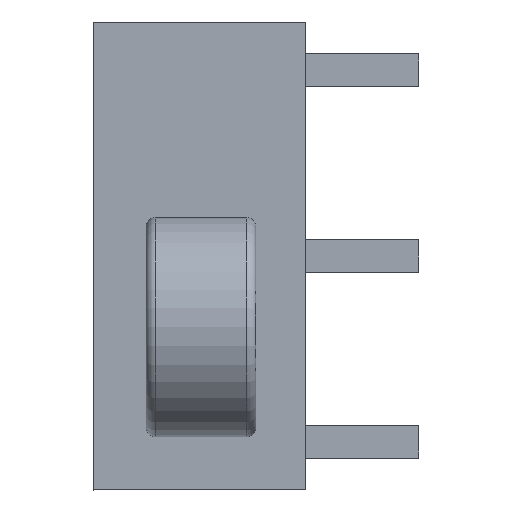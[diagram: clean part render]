
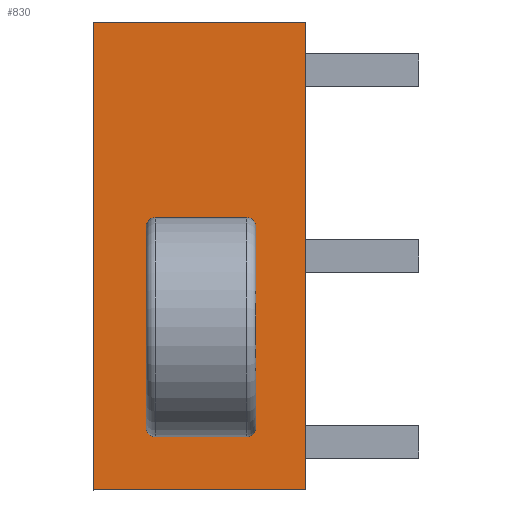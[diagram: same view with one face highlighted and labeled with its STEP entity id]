
A CAD part, left-side view. The second image highlights one B-rep face of the part: STEP entity #830.
In plain terms, the highlighted face is planar.
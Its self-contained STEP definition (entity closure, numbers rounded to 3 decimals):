
#40=FACE_BOUND('',#133,.T.);
#79=FACE_OUTER_BOUND('',#132,.T.);
#132=EDGE_LOOP('',(#696,#697,#698,#699));
#133=EDGE_LOOP('',(#700,#701,#702,#703));
#217=LINE('',#1291,#303);
#221=LINE('',#1305,#307);
#241=LINE('',#1357,#327);
#245=LINE('',#1369,#331);
#254=LINE('',#1394,#340);
#255=LINE('',#1396,#341);
#256=LINE('',#1398,#342);
#257=LINE('',#1399,#343);
#303=VECTOR('',#1030,1000.);
#307=VECTOR('',#1042,1000.);
#327=VECTOR('',#1088,1000.);
#331=VECTOR('',#1100,1000.);
#340=VECTOR('',#1127,1000.);
#341=VECTOR('',#1128,1000.);
#342=VECTOR('',#1129,1000.);
#343=VECTOR('',#1130,1000.);
#382=VERTEX_POINT('',#1287);
#383=VERTEX_POINT('',#1289);
#389=VERTEX_POINT('',#1303);
#408=VERTEX_POINT('',#1355);
#418=VERTEX_POINT('',#1392);
#419=VERTEX_POINT('',#1393);
#420=VERTEX_POINT('',#1395);
#421=VERTEX_POINT('',#1397);
#469=EDGE_CURVE('',#383,#382,#217,.T.);
#476=EDGE_CURVE('',#383,#389,#221,.T.);
#502=EDGE_CURVE('',#382,#408,#241,.T.);
#508=EDGE_CURVE('',#389,#408,#245,.T.);
#520=EDGE_CURVE('',#418,#419,#254,.T.);
#521=EDGE_CURVE('',#418,#420,#255,.T.);
#522=EDGE_CURVE('',#420,#421,#256,.T.);
#523=EDGE_CURVE('',#419,#421,#257,.T.);
#696=ORIENTED_EDGE('',*,*,#508,.T.);
#697=ORIENTED_EDGE('',*,*,#502,.F.);
#698=ORIENTED_EDGE('',*,*,#469,.F.);
#699=ORIENTED_EDGE('',*,*,#476,.T.);
#700=ORIENTED_EDGE('',*,*,#520,.F.);
#701=ORIENTED_EDGE('',*,*,#521,.T.);
#702=ORIENTED_EDGE('',*,*,#522,.T.);
#703=ORIENTED_EDGE('',*,*,#523,.F.);
#791=PLANE('',#922);
#830=ADVANCED_FACE('',(#79,#40),#791,.F.);
#922=AXIS2_PLACEMENT_3D('',#1391,#1125,#1126);
#1030=DIRECTION('',(-1.,0.,0.));
#1042=DIRECTION('',(0.,0.,-1.));
#1088=DIRECTION('',(0.,0.,-1.));
#1100=DIRECTION('',(-1.,0.,0.));
#1125=DIRECTION('center_axis',(0.,-1.,0.));
#1126=DIRECTION('ref_axis',(0.,0.,-1.));
#1127=DIRECTION('',(1.,0.,0.));
#1128=DIRECTION('',(0.,0.,-1.));
#1129=DIRECTION('',(1.,0.,0.));
#1130=DIRECTION('',(0.,0.,-1.));
#1287=CARTESIAN_POINT('',(-9.65,5.,2.9));
#1289=CARTESIAN_POINT('',(3.15,5.,2.9));
#1291=CARTESIAN_POINT('',(-9.65,5.,2.9));
#1303=CARTESIAN_POINT('',(3.15,5.,-2.9));
#1305=CARTESIAN_POINT('',(3.15,5.,2.9));
#1355=CARTESIAN_POINT('',(-9.65,5.,-2.9));
#1357=CARTESIAN_POINT('',(-9.65,5.,2.9));
#1369=CARTESIAN_POINT('',(-9.65,5.,-2.9));
#1391=CARTESIAN_POINT('Origin',(-9.65,5.,2.9));
#1392=CARTESIAN_POINT('',(-5.784,5.,1.45));
#1393=CARTESIAN_POINT('',(-4.616,5.,1.45));
#1394=CARTESIAN_POINT('',(-5.784,5.,1.45));
#1395=CARTESIAN_POINT('',(-5.784,5.,-1.45));
#1396=CARTESIAN_POINT('',(-5.784,5.,1.45));
#1397=CARTESIAN_POINT('',(-4.616,5.,-1.45));
#1398=CARTESIAN_POINT('',(-5.784,5.,-1.45));
#1399=CARTESIAN_POINT('',(-4.616,5.,1.45));
